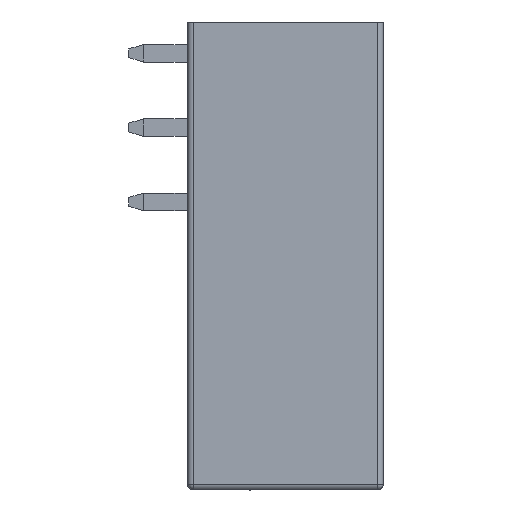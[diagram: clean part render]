
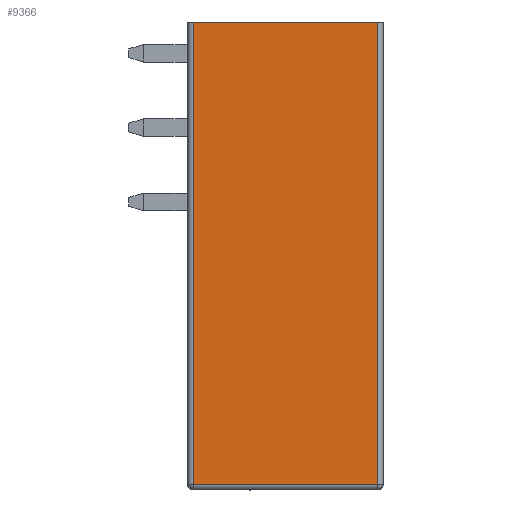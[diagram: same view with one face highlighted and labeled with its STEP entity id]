
A CAD part, front view. The second image highlights one B-rep face of the part: STEP entity #9366.
In plain terms, the highlighted planar face has unit normal (0, -1, 0).
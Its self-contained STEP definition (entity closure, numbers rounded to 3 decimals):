
#2118=DIRECTION('',(0.,0.,1.));
#2119=VECTOR('',#2118,31.6);
#2120=CARTESIAN_POINT('',(6.3,-80.92,-15.6));
#2121=LINE('',#2120,#2119);
#2122=DIRECTION('',(1.,0.,0.));
#2123=VECTOR('',#2122,12.6);
#2124=CARTESIAN_POINT('',(-6.3,-80.92,-15.6));
#2125=LINE('',#2124,#2123);
#2126=DIRECTION('',(0.,0.,-1.));
#2127=VECTOR('',#2126,31.6);
#2128=CARTESIAN_POINT('',(-6.3,-80.92,16.));
#2129=LINE('',#2128,#2127);
#2130=DIRECTION('',(1.,0.,0.));
#2131=VECTOR('',#2130,12.6);
#2132=CARTESIAN_POINT('',(-6.3,-80.92,16.));
#2133=LINE('',#2132,#2131);
#5965=CARTESIAN_POINT('',(6.3,-80.92,16.));
#5967=VERTEX_POINT('',#5965);
#5971=CARTESIAN_POINT('',(6.3,-80.92,-15.6));
#5972=VERTEX_POINT('',#5971);
#5975=CARTESIAN_POINT('',(-6.3,-80.92,-15.6));
#5976=VERTEX_POINT('',#5975);
#5982=CARTESIAN_POINT('',(-6.3,-80.92,16.));
#5984=VERTEX_POINT('',#5982);
#9353=CARTESIAN_POINT('',(0.,-80.92,0.));
#9354=DIRECTION('',(0.,1.,0.));
#9355=DIRECTION('',(1.,0.,0.));
#9356=AXIS2_PLACEMENT_3D('',#9353,#9354,#9355);
#9357=PLANE('',#9356);
#9359=ORIENTED_EDGE('',*,*,#9358,.F.);
#9361=ORIENTED_EDGE('',*,*,#9360,.F.);
#9362=ORIENTED_EDGE('',*,*,#9345,.F.);
#9363=ORIENTED_EDGE('',*,*,#5992,.T.);
#9364=EDGE_LOOP('',(#9359,#9361,#9362,#9363));
#9365=FACE_OUTER_BOUND('',#9364,.F.);
#5992=EDGE_CURVE('',#5984,#5967,#2133,.T.);
#9345=EDGE_CURVE('',#5984,#5976,#2129,.T.);
#9358=EDGE_CURVE('',#5972,#5967,#2121,.T.);
#9360=EDGE_CURVE('',#5976,#5972,#2125,.T.);
#9366=ADVANCED_FACE('',(#9365),#9357,.F.);
